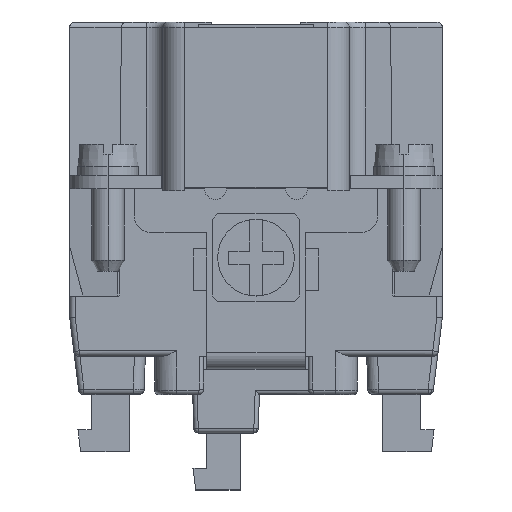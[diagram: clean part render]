
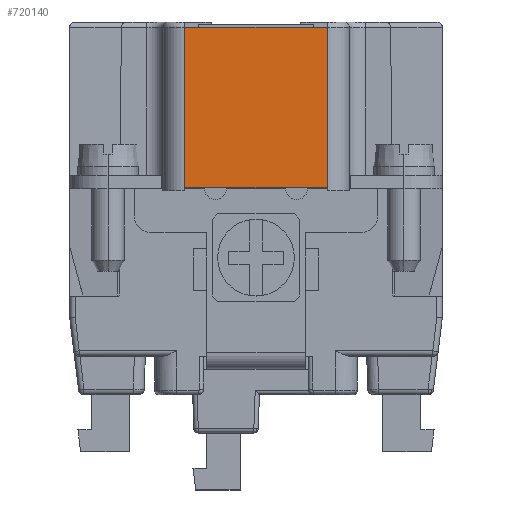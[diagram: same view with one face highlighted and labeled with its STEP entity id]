
A CAD part, left-side view. The second image highlights one B-rep face of the part: STEP entity #720140.
In plain terms, the highlighted planar face has unit normal (-1, 0, 0).
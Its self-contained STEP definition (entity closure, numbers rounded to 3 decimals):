
#196820=CARTESIAN_POINT('',(38.764,43.702,18.1));
#196830=VERTEX_POINT('',#196820);
#196980=CARTESIAN_POINT('',(38.764,56.702,18.1));
#196990=VERTEX_POINT('',#196980);
#197020=CARTESIAN_POINT('',(38.764,43.702,18.1));
#197030=DIRECTION('',(0.,1.,0.));
#197040=VECTOR('',#197030,1.);
#197050=LINE('',#197020,#197040);
#197060=EDGE_CURVE('',#196830,#196990,#197050,.T.);
#716130=CARTESIAN_POINT('',(38.764,56.702,32.7));
#716140=VERTEX_POINT('',#716130);
#716750=CARTESIAN_POINT('',(38.764,56.702,18.1));
#716760=DIRECTION('',(0.,0.,1.));
#716770=VECTOR('',#716760,1.);
#716780=LINE('',#716750,#716770);
#716790=EDGE_CURVE('',#196990,#716140,#716780,.T.);
#719910=CARTESIAN_POINT('',(38.764,33.202,0.));
#719920=DIRECTION('',(-1.,0.,0.));
#719930=DIRECTION('',(0.,1.,0.));
#719940=AXIS2_PLACEMENT_3D('',#719910,#719920,#719930);
#719950=PLANE('',#719940);
#719960=CARTESIAN_POINT('',(38.764,43.702,32.7));
#719970=DIRECTION('',(0.,0.,-1.));
#719980=VECTOR('',#719970,1.);
#719990=LINE('',#719960,#719980);
#720000=CARTESIAN_POINT('',(38.764,43.702,32.7));
#720010=VERTEX_POINT('',#720000);
#720020=EDGE_CURVE('',#720010,#196830,#719990,.T.);
#720030=ORIENTED_EDGE('',*,*,#720020,.F.);
#720040=ORIENTED_EDGE('',*,*,#197060,.F.);
#720050=ORIENTED_EDGE('',*,*,#716790,.F.);
#720060=CARTESIAN_POINT('',(38.764,56.702,32.7));
#720070=DIRECTION('',(0.,-1.,0.));
#720080=VECTOR('',#720070,1.);
#720090=LINE('',#720060,#720080);
#720100=EDGE_CURVE('',#716140,#720010,#720090,.T.);
#720110=ORIENTED_EDGE('',*,*,#720100,.F.);
#720120=EDGE_LOOP('',(#720110,#720050,#720040,#720030));
#720130=FACE_OUTER_BOUND('',#720120,.T.);
#720140=ADVANCED_FACE('',(#720130),#719950,.T.);
